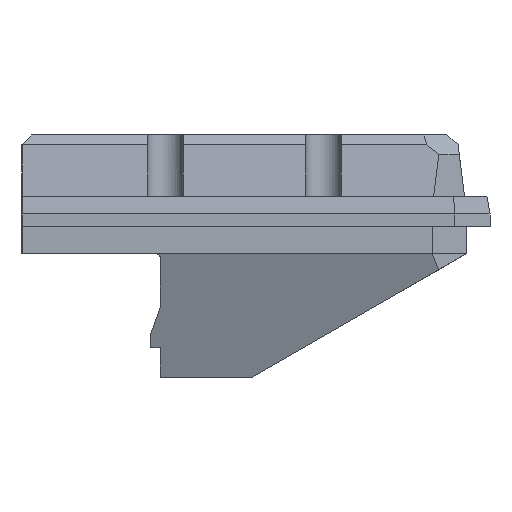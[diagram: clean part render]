
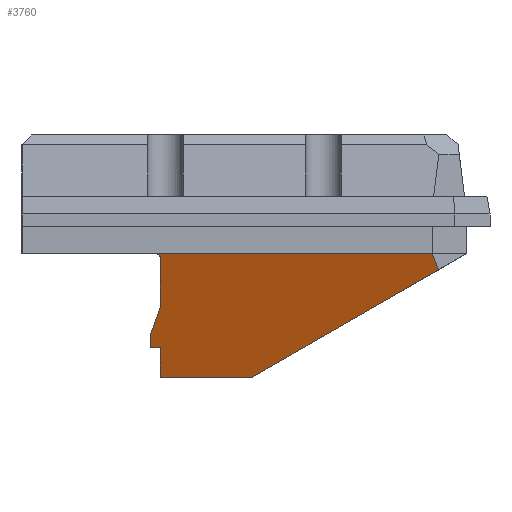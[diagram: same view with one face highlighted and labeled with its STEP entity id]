
A CAD part, left-side view. The second image highlights one B-rep face of the part: STEP entity #3760.
In plain terms, the highlighted planar face has unit normal (-0.928, 0, -0.371).
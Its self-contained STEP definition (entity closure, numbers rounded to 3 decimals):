
#43=ELLIPSE('',#4003,1.077,1.);
#275=FACE_OUTER_BOUND('',#494,.T.);
#494=EDGE_LOOP('',(#2710,#2711,#2712,#2713,#2714,#2715,#2716,#2717,#2718,
#2719));
#778=LINE('',#5530,#1212);
#784=LINE('',#5543,#1218);
#804=LINE('',#5587,#1238);
#805=LINE('',#5592,#1239);
#806=LINE('',#5594,#1240);
#807=LINE('',#5596,#1241);
#808=LINE('',#5598,#1242);
#809=LINE('',#5600,#1243);
#810=LINE('',#5601,#1244);
#1212=VECTOR('',#4458,10.);
#1218=VECTOR('',#4466,10.);
#1238=VECTOR('',#4494,10.);
#1239=VECTOR('',#4499,10.);
#1240=VECTOR('',#4500,10.);
#1241=VECTOR('',#4501,10.);
#1242=VECTOR('',#4502,10.);
#1243=VECTOR('',#4503,10.);
#1244=VECTOR('',#4504,10.);
#1625=VERTEX_POINT('',#5528);
#1626=VERTEX_POINT('',#5529);
#1631=VERTEX_POINT('',#5541);
#1632=VERTEX_POINT('',#5542);
#1653=VERTEX_POINT('',#5589);
#1654=VERTEX_POINT('',#5591);
#1655=VERTEX_POINT('',#5593);
#1656=VERTEX_POINT('',#5595);
#1657=VERTEX_POINT('',#5597);
#1658=VERTEX_POINT('',#5599);
#2022=EDGE_CURVE('',#1625,#1626,#778,.T.);
#2028=EDGE_CURVE('',#1631,#1632,#784,.T.);
#2051=EDGE_CURVE('',#1626,#1632,#804,.T.);
#2052=EDGE_CURVE('',#1631,#1653,#43,.F.);
#2053=EDGE_CURVE('',#1653,#1654,#805,.T.);
#2054=EDGE_CURVE('',#1655,#1654,#806,.T.);
#2055=EDGE_CURVE('',#1655,#1656,#807,.T.);
#2056=EDGE_CURVE('',#1656,#1657,#808,.T.);
#2057=EDGE_CURVE('',#1657,#1658,#809,.T.);
#2058=EDGE_CURVE('',#1658,#1625,#810,.T.);
#2710=ORIENTED_EDGE('',*,*,#2051,.T.);
#2711=ORIENTED_EDGE('',*,*,#2028,.F.);
#2712=ORIENTED_EDGE('',*,*,#2052,.T.);
#2713=ORIENTED_EDGE('',*,*,#2053,.T.);
#2714=ORIENTED_EDGE('',*,*,#2054,.F.);
#2715=ORIENTED_EDGE('',*,*,#2055,.T.);
#2716=ORIENTED_EDGE('',*,*,#2056,.T.);
#2717=ORIENTED_EDGE('',*,*,#2057,.T.);
#2718=ORIENTED_EDGE('',*,*,#2058,.T.);
#2719=ORIENTED_EDGE('',*,*,#2022,.T.);
#3596=PLANE('',#4002);
#3760=ADVANCED_FACE('',(#275),#3596,.T.);
#4002=AXIS2_PLACEMENT_3D('',#5588,#4495,#4496);
#4003=AXIS2_PLACEMENT_3D('',#5590,#4497,#4498);
#4458=DIRECTION('',(-0.196,-0.85,0.489));
#4466=DIRECTION('',(0.,-1.,0.));
#4494=DIRECTION('',(-0.348,0.348,0.87));
#4495=DIRECTION('center_axis',(-0.928,0.,
-0.371));
#4496=DIRECTION('ref_axis',(-0.371,0.,0.928));
#4497=DIRECTION('center_axis',(-0.928,0.,
-0.371));
#4498=DIRECTION('ref_axis',(-0.371,0.,0.928));
#4499=DIRECTION('',(0.371,0.,-0.928));
#4500=DIRECTION('',(-0.352,-0.32,0.88));
#4501=DIRECTION('',(0.371,0.,-0.928));
#4502=DIRECTION('',(0.,-1.,0.));
#4503=DIRECTION('',(0.371,0.,-0.928));
#4504=DIRECTION('',(0.,-1.,0.));
#5528=CARTESIAN_POINT('',(-27.,243.9,-29.));
#5529=CARTESIAN_POINT('',(-35.689,206.189,-7.277));
#5530=CARTESIAN_POINT('',(-28.514,237.331,-25.216));
#5541=CARTESIAN_POINT('',(-37.,263.499,-4.));
#5542=CARTESIAN_POINT('',(-37.,207.5,-4.));
#5543=CARTESIAN_POINT('',(-37.,291.5,-4.));
#5587=CARTESIAN_POINT('',(-38.045,208.545,-1.386));
#5588=CARTESIAN_POINT('Origin',(-32.,261.,-16.5));
#5589=CARTESIAN_POINT('',(-36.6,262.5,-5.));
#5590=CARTESIAN_POINT('Origin',(-36.6,263.5,-5.));
#5591=CARTESIAN_POINT('',(-32.64,262.5,-14.9));
#5592=CARTESIAN_POINT('',(-29.397,262.5,-23.009));
#5593=CARTESIAN_POINT('',(-30.44,264.5,-20.4));
#5594=CARTESIAN_POINT('',(-31.908,263.166,-16.73));
#5595=CARTESIAN_POINT('',(-29.36,264.5,-23.1));
#5596=CARTESIAN_POINT('',(-31.207,264.5,-18.483));
#5597=CARTESIAN_POINT('',(-29.36,262.5,-23.1));
#5598=CARTESIAN_POINT('',(-29.36,261.75,-23.1));
#5599=CARTESIAN_POINT('',(-27.,262.5,-29.));
#5600=CARTESIAN_POINT('',(-29.397,262.5,-23.009));
#5601=CARTESIAN_POINT('',(-27.,261.,-29.));
